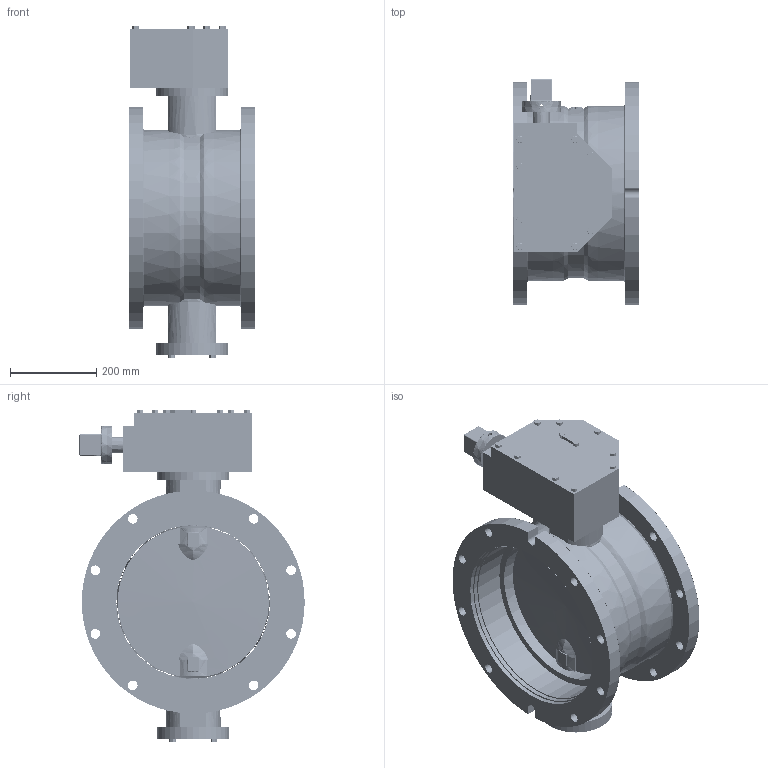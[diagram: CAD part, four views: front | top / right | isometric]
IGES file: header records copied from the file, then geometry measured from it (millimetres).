
Start section: SolidWorks IGES file using analytic representation for surfaces
Global section: file name: Class 250II MJ x MJ-14-Inch.igs; native system: SolidWorks 2014; preprocessor: SolidWorks 2014; author: PRINCE; date: 170427.004201; units: inch
Bounding box: 292.1 x 521.49 x 768.35 mm (x, y, z)
Surface area: 2713117.1 mm2 (no closed solid volume)
Topology: 0 solids, 0 shells, 2795 faces, 24154 edges, 24130 vertices
Faces by surface type: revolution 2364, bspline 431
